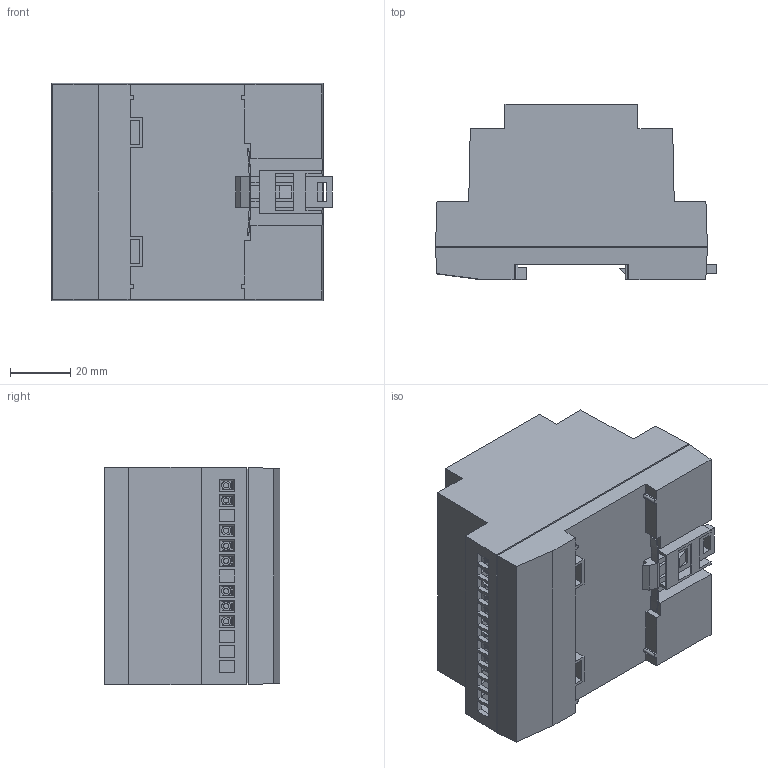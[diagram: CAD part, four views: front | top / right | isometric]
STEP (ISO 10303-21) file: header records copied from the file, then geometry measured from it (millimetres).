
FILE_DESCRIPTION (( 'STEP AP214' ), '1' );
FILE_NAME ('3D Ìîäåëü ÒÐÌ10-Ä.STEP', '2015-07-29T11:14:07', ( '' ), ( '' ), 'SwSTEP 2.0', 'SolidWorks 2013', '' );
FILE_SCHEMA (( 'AUTOMOTIVE_DESIGN' ));
Length unit declared in the file: millimetre
Products named in the file (5): Çàùåëêà; Êëåììà íèçêàÿ_11õ8õ5ìì; Êîðïóñ Ä; 3D Ìîäåëü ÒÐÌ10-Ä; Ïàíåëü ëèöåâàÿ ÒÐÌ10-Ä
Assembly tree (19 placements, depth 2):
  3D Ìîäåëü ÒÐÌ10-Ä
    Êîðïóñ Ä
    Êëåììà íèçêàÿ_11õ8õ5ìì  x16
    Çàùåëêà
    Ïàíåëü ëèöåâàÿ ÒÐÌ10-Ä
Bounding box: 93 x 58.1 x 72 mm (x, y, z)
Volume: 220963.2 mm3; surface area: 64226.7 mm2
Topology: 19 solids, 19 shells, 1852 faces, 4866 edges, 3222 vertices
Faces by surface type: plane 1407, cylinder 238, bspline 207
Entity records: 50129 total; most frequent: CARTESIAN_POINT 9479, ORIENTED_EDGE 6612, DIRECTION 5208, EDGE_CURVE 3306, VECTOR 2650, LINE 2650, VERTEX_POINT 2202, EDGE_LOOP 1444
